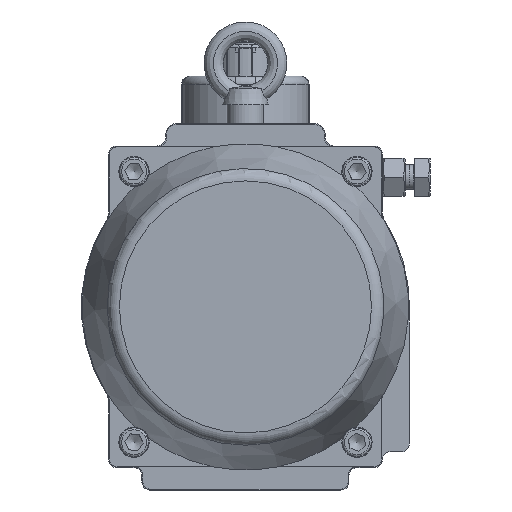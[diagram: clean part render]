
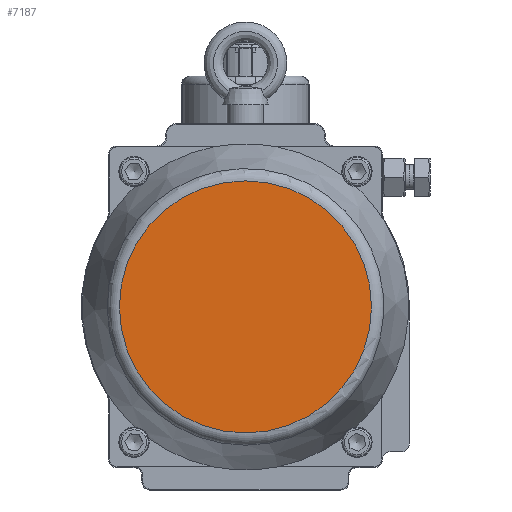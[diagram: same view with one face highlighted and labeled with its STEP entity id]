
A CAD part, front view. The second image highlights one B-rep face of the part: STEP entity #7187.
In plain terms, the highlighted planar face has unit normal (0, -1, 0).
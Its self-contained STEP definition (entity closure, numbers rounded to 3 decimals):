
#5394=FACE_OUTER_BOUND('',#9908,.T.);
#7187=ADVANCED_FACE('',(#5394),#8129,.T.);
#8129=PLANE('',#25627);
#9908=EDGE_LOOP('',(#13991));
#13991=ORIENTED_EDGE('',*,*,#21534,.T.);
#18727=VERTEX_POINT('',#41177);
#21534=EDGE_CURVE('',#18727,#18727,#23835,.T.);
#23835=CIRCLE('',#25626,79.167);
#25626=AXIS2_PLACEMENT_3D('',#41176,#30175,#30176);
#25627=AXIS2_PLACEMENT_3D('',#41178,#30177,#30178);
#30175=DIRECTION('',(0.,-1.,0.));
#30176=DIRECTION('',(0.,0.,-1.));
#30177=DIRECTION('',(0.,-1.,0.));
#30178=DIRECTION('',(0.,0.,-1.));
#41176=CARTESIAN_POINT('',(0.,-80.5,0.));
#41177=CARTESIAN_POINT('',(0.,-80.5,-79.167));
#41178=CARTESIAN_POINT('',(0.,-80.5,0.));
